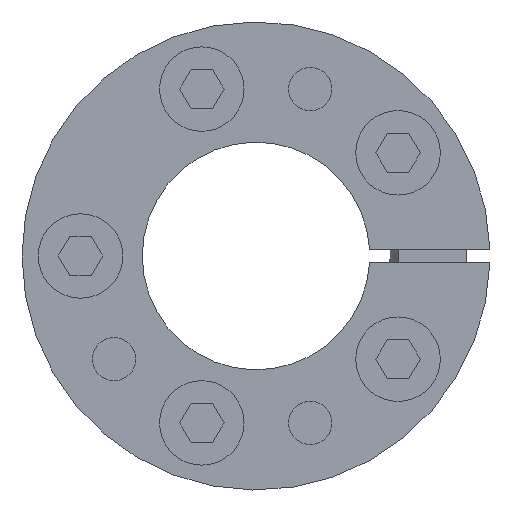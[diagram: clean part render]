
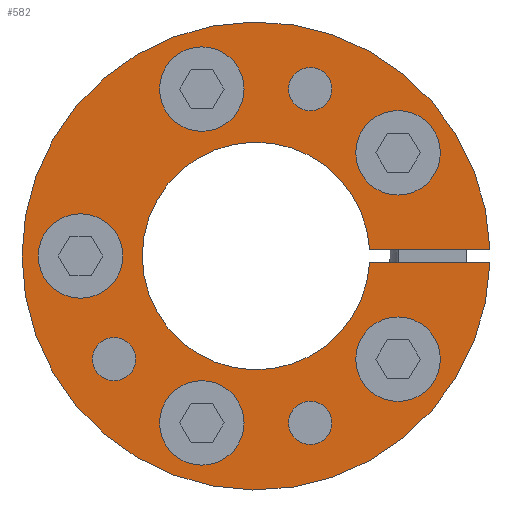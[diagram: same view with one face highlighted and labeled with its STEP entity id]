
A CAD part, left-side view. The second image highlights one B-rep face of the part: STEP entity #582.
In plain terms, the highlighted face is planar.
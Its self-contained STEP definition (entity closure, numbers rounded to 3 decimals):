
#126=CARTESIAN_POINT('',(0.,-21.843,-15.87));
#127=DIRECTION('',(-1.,0.,0.));
#128=DIRECTION('',(0.,-1.,0.));
#129=AXIS2_PLACEMENT_3D('',#126,#127,#128);
#131=CARTESIAN_POINT('',(0.,-21.843,-15.87));
#132=DIRECTION('',(-1.,0.,0.));
#133=DIRECTION('',(0.,1.,0.));
#134=AXIS2_PLACEMENT_3D('',#131,#132,#133);
#136=CARTESIAN_POINT('',(0.,8.343,25.679));
#137=DIRECTION('',(-1.,0.,0.));
#138=DIRECTION('',(0.,-1.,0.));
#139=AXIS2_PLACEMENT_3D('',#136,#137,#138);
#141=CARTESIAN_POINT('',(0.,8.343,25.679));
#142=DIRECTION('',(-1.,0.,0.));
#143=DIRECTION('',(0.,1.,0.));
#144=AXIS2_PLACEMENT_3D('',#141,#142,#143);
#146=CARTESIAN_POINT('',(0.,-8.343,-25.679));
#147=DIRECTION('',(-1.,0.,0.));
#148=DIRECTION('',(0.,-1.,0.));
#149=AXIS2_PLACEMENT_3D('',#146,#147,#148);
#151=CARTESIAN_POINT('',(0.,-8.343,-25.679));
#152=DIRECTION('',(-1.,0.,0.));
#153=DIRECTION('',(0.,1.,0.));
#154=AXIS2_PLACEMENT_3D('',#151,#152,#153);
#156=CARTESIAN_POINT('',(0.,21.843,-15.87));
#157=DIRECTION('',(-1.,0.,0.));
#158=DIRECTION('',(0.,-1.,0.));
#159=AXIS2_PLACEMENT_3D('',#156,#157,#158);
#161=CARTESIAN_POINT('',(0.,21.843,-15.87));
#162=DIRECTION('',(-1.,0.,0.));
#163=DIRECTION('',(0.,1.,0.));
#164=AXIS2_PLACEMENT_3D('',#161,#162,#163);
#166=CARTESIAN_POINT('',(0.,21.843,15.87));
#167=DIRECTION('',(-1.,0.,0.));
#168=DIRECTION('',(0.,-1.,0.));
#169=AXIS2_PLACEMENT_3D('',#166,#167,#168);
#171=CARTESIAN_POINT('',(0.,21.843,15.87));
#172=DIRECTION('',(-1.,0.,0.));
#173=DIRECTION('',(0.,1.,0.));
#174=AXIS2_PLACEMENT_3D('',#171,#172,#173);
#176=CARTESIAN_POINT('',(0.,-8.343,25.679));
#177=DIRECTION('',(-1.,0.,0.));
#178=DIRECTION('',(0.,-1.,0.));
#179=AXIS2_PLACEMENT_3D('',#176,#177,#178);
#181=CARTESIAN_POINT('',(0.,-8.343,25.679));
#182=DIRECTION('',(-1.,0.,0.));
#183=DIRECTION('',(0.,1.,0.));
#184=AXIS2_PLACEMENT_3D('',#181,#182,#183);
#186=CARTESIAN_POINT('',(0.,-27.,0.));
#187=DIRECTION('',(-1.,0.,0.));
#188=DIRECTION('',(0.,-1.,0.));
#189=AXIS2_PLACEMENT_3D('',#186,#187,#188);
#191=CARTESIAN_POINT('',(0.,-27.,0.));
#192=DIRECTION('',(-1.,0.,0.));
#193=DIRECTION('',(0.,1.,0.));
#194=AXIS2_PLACEMENT_3D('',#191,#192,#193);
#196=CARTESIAN_POINT('',(0.,8.343,-25.679));
#197=DIRECTION('',(-1.,0.,0.));
#198=DIRECTION('',(0.,-1.,0.));
#199=AXIS2_PLACEMENT_3D('',#196,#197,#198);
#201=CARTESIAN_POINT('',(0.,8.343,-25.679));
#202=DIRECTION('',(-1.,0.,0.));
#203=DIRECTION('',(0.,1.,0.));
#204=AXIS2_PLACEMENT_3D('',#201,#202,#203);
#206=DIRECTION('',(0.,-1.,0.));
#207=VECTOR('',#206,18.515);
#208=CARTESIAN_POINT('',(0.,35.986,1.));
#209=LINE('',#208,#207);
#210=DIRECTION('',(0.,1.,0.));
#211=VECTOR('',#210,18.515);
#212=CARTESIAN_POINT('',(0.,17.471,-1.));
#213=LINE('',#212,#211);
#308=CARTESIAN_POINT('',(0.,0.,0.));
#309=DIRECTION('',(1.,0.,0.));
#310=DIRECTION('',(0.,1.,0.028));
#311=AXIS2_PLACEMENT_3D('',#308,#309,#310);
#323=CARTESIAN_POINT('',(0.,0.,0.));
#324=DIRECTION('',(-1.,0.,0.));
#325=DIRECTION('',(0.,0.998,-0.057));
#326=AXIS2_PLACEMENT_3D('',#323,#324,#325);
#332=CARTESIAN_POINT('',(0.,-31.25,0.));
#333=CARTESIAN_POINT('',(0.,-22.75,0.));
#334=VERTEX_POINT('',#332);
#335=VERTEX_POINT('',#333);
#340=CARTESIAN_POINT('',(0.,-12.593,25.679));
#341=CARTESIAN_POINT('',(0.,-4.093,25.679));
#342=VERTEX_POINT('',#340);
#343=VERTEX_POINT('',#341);
#348=CARTESIAN_POINT('',(0.,17.593,15.87));
#349=CARTESIAN_POINT('',(0.,26.093,15.87));
#350=VERTEX_POINT('',#348);
#351=VERTEX_POINT('',#349);
#356=CARTESIAN_POINT('',(0.,17.593,-15.87));
#357=CARTESIAN_POINT('',(0.,26.093,-15.87));
#358=VERTEX_POINT('',#356);
#359=VERTEX_POINT('',#357);
#364=CARTESIAN_POINT('',(0.,5.01,-25.679));
#365=CARTESIAN_POINT('',(0.,11.677,-25.679));
#366=VERTEX_POINT('',#364);
#367=VERTEX_POINT('',#365);
#372=CARTESIAN_POINT('',(0.,5.01,25.679));
#373=CARTESIAN_POINT('',(0.,11.677,25.679));
#374=VERTEX_POINT('',#372);
#375=VERTEX_POINT('',#373);
#384=CARTESIAN_POINT('',(0.,35.986,1.));
#385=VERTEX_POINT('',#384);
#386=CARTESIAN_POINT('',(0.,17.471,1.));
#387=VERTEX_POINT('',#386);
#388=CARTESIAN_POINT('',(0.,17.471,-1.));
#389=CARTESIAN_POINT('',(0.,35.986,-1.));
#390=VERTEX_POINT('',#388);
#391=VERTEX_POINT('',#389);
#402=CARTESIAN_POINT('',(0.,-12.593,-25.679));
#403=CARTESIAN_POINT('',(0.,-4.093,-25.679));
#404=VERTEX_POINT('',#402);
#405=VERTEX_POINT('',#403);
#410=CARTESIAN_POINT('',(0.,-25.177,-15.87));
#411=CARTESIAN_POINT('',(0.,-18.51,-15.87));
#412=VERTEX_POINT('',#410);
#413=VERTEX_POINT('',#411);
#521=CARTESIAN_POINT('',(0.,0.,0.));
#522=DIRECTION('',(-1.,0.,0.));
#523=DIRECTION('',(0.,1.,0.));
#524=AXIS2_PLACEMENT_3D('',#521,#522,#523);
#525=PLANE('',#524);
#527=ORIENTED_EDGE('',*,*,#526,.T.);
#529=ORIENTED_EDGE('',*,*,#528,.F.);
#531=ORIENTED_EDGE('',*,*,#530,.T.);
#533=ORIENTED_EDGE('',*,*,#532,.F.);
#534=EDGE_LOOP('',(#527,#529,#531,#533));
#535=FACE_OUTER_BOUND('',#534,.F.);
#536=ORIENTED_EDGE('',*,*,#501,.F.);
#537=ORIENTED_EDGE('',*,*,#515,.F.);
#538=EDGE_LOOP('',(#536,#537));
#539=FACE_BOUND('',#538,.F.);
#541=ORIENTED_EDGE('',*,*,#540,.F.);
#543=ORIENTED_EDGE('',*,*,#542,.F.);
#544=EDGE_LOOP('',(#541,#543));
#545=FACE_BOUND('',#544,.F.);
#547=ORIENTED_EDGE('',*,*,#546,.F.);
#549=ORIENTED_EDGE('',*,*,#548,.F.);
#550=EDGE_LOOP('',(#547,#549));
#551=FACE_BOUND('',#550,.F.);
#553=ORIENTED_EDGE('',*,*,#552,.F.);
#555=ORIENTED_EDGE('',*,*,#554,.F.);
#556=EDGE_LOOP('',(#553,#555));
#557=FACE_BOUND('',#556,.F.);
#559=ORIENTED_EDGE('',*,*,#558,.F.);
#561=ORIENTED_EDGE('',*,*,#560,.F.);
#562=EDGE_LOOP('',(#559,#561));
#563=FACE_BOUND('',#562,.F.);
#565=ORIENTED_EDGE('',*,*,#564,.F.);
#567=ORIENTED_EDGE('',*,*,#566,.F.);
#568=EDGE_LOOP('',(#565,#567));
#569=FACE_BOUND('',#568,.F.);
#571=ORIENTED_EDGE('',*,*,#570,.F.);
#573=ORIENTED_EDGE('',*,*,#572,.F.);
#574=EDGE_LOOP('',(#571,#573));
#575=FACE_BOUND('',#574,.F.);
#577=ORIENTED_EDGE('',*,*,#576,.F.);
#579=ORIENTED_EDGE('',*,*,#578,.F.);
#580=EDGE_LOOP('',(#577,#579));
#581=FACE_BOUND('',#580,.F.);
#582=ADVANCED_FACE('',(#535,#539,#545,#551,#557,#563,#569,#575,#581),#525,.F.);
#130=CIRCLE('',#129,3.333);
#135=CIRCLE('',#134,3.333);
#140=CIRCLE('',#139,3.333);
#145=CIRCLE('',#144,3.333);
#150=CIRCLE('',#149,4.25);
#155=CIRCLE('',#154,4.25);
#160=CIRCLE('',#159,4.25);
#165=CIRCLE('',#164,4.25);
#170=CIRCLE('',#169,4.25);
#175=CIRCLE('',#174,4.25);
#180=CIRCLE('',#179,4.25);
#185=CIRCLE('',#184,4.25);
#190=CIRCLE('',#189,4.25);
#195=CIRCLE('',#194,4.25);
#200=CIRCLE('',#199,3.333);
#205=CIRCLE('',#204,3.333);
#312=CIRCLE('',#311,36.);
#327=CIRCLE('',#326,17.5);
#501=EDGE_CURVE('',#412,#413,#130,.T.);
#515=EDGE_CURVE('',#413,#412,#135,.T.);
#526=EDGE_CURVE('',#385,#387,#209,.T.);
#528=EDGE_CURVE('',#390,#387,#327,.T.);
#530=EDGE_CURVE('',#390,#391,#213,.T.);
#532=EDGE_CURVE('',#385,#391,#312,.T.);
#540=EDGE_CURVE('',#374,#375,#140,.T.);
#542=EDGE_CURVE('',#375,#374,#145,.T.);
#546=EDGE_CURVE('',#404,#405,#150,.T.);
#548=EDGE_CURVE('',#405,#404,#155,.T.);
#552=EDGE_CURVE('',#358,#359,#160,.T.);
#554=EDGE_CURVE('',#359,#358,#165,.T.);
#558=EDGE_CURVE('',#350,#351,#170,.T.);
#560=EDGE_CURVE('',#351,#350,#175,.T.);
#564=EDGE_CURVE('',#342,#343,#180,.T.);
#566=EDGE_CURVE('',#343,#342,#185,.T.);
#570=EDGE_CURVE('',#334,#335,#190,.T.);
#572=EDGE_CURVE('',#335,#334,#195,.T.);
#576=EDGE_CURVE('',#366,#367,#200,.T.);
#578=EDGE_CURVE('',#367,#366,#205,.T.);
